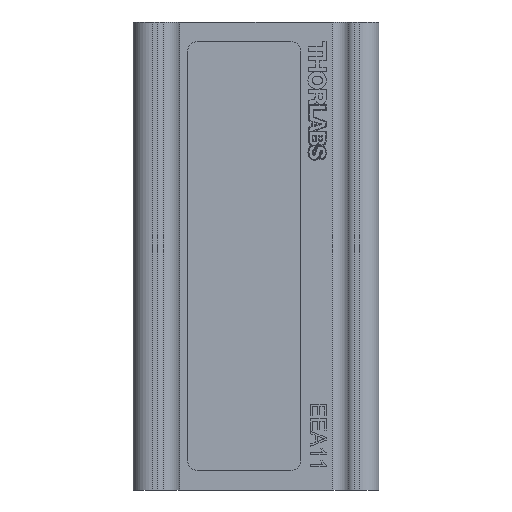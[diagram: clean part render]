
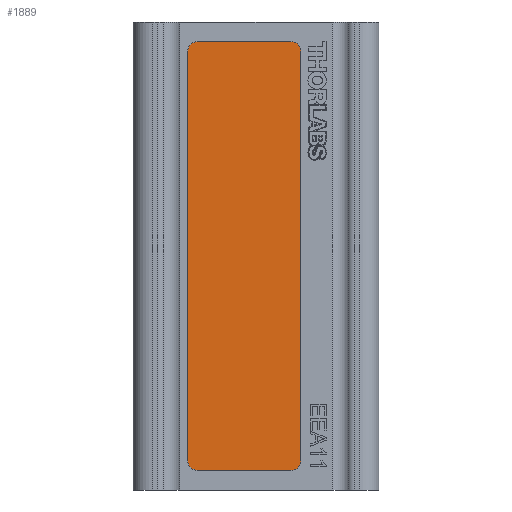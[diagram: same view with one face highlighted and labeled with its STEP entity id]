
A CAD part, left-side view. The second image highlights one B-rep face of the part: STEP entity #1889.
In plain terms, the highlighted planar face has unit normal (-1, 0, 0).
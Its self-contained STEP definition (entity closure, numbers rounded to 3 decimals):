
#1118 = EDGE_CURVE('',#1119,#1121,#1123,.T.);
#1119 = VERTEX_POINT('',#1120);
#1120 = CARTESIAN_POINT('',(-12.192,8.827,3.784));
#1121 = VERTEX_POINT('',#1122);
#1122 = CARTESIAN_POINT('',(-12.192,7.557,2.514));
#1123 = CIRCLE('',#1124,1.27);
#1124 = AXIS2_PLACEMENT_3D('',#1125,#1126,#1127);
#1125 = CARTESIAN_POINT('',(-12.192,7.557,3.784));
#1126 = DIRECTION('',(-1.,0.,0.));
#1127 = DIRECTION('',(0.,0.,1.));
#1129 = EDGE_CURVE('',#1130,#1119,#1132,.T.);
#1130 = VERTEX_POINT('',#1131);
#1131 = CARTESIAN_POINT('',(-12.192,8.827,56.616));
#1132 = LINE('',#1133,#1134);
#1133 = CARTESIAN_POINT('',(-12.192,8.827,56.616));
#1134 = VECTOR('',#1135,1.);
#1135 = DIRECTION('',(0.,0.,-1.));
#1137 = EDGE_CURVE('',#1138,#1130,#1140,.T.);
#1138 = VERTEX_POINT('',#1139);
#1139 = CARTESIAN_POINT('',(-12.192,7.557,57.886));
#1140 = CIRCLE('',#1141,1.27);
#1141 = AXIS2_PLACEMENT_3D('',#1142,#1143,#1144);
#1142 = CARTESIAN_POINT('',(-12.192,7.557,56.616));
#1143 = DIRECTION('',(-1.,0.,0.));
#1144 = DIRECTION('',(0.,0.,1.));
#1146 = EDGE_CURVE('',#1147,#1138,#1149,.T.);
#1147 = VERTEX_POINT('',#1148);
#1148 = CARTESIAN_POINT('',(-12.192,-4.509,57.886));
#1149 = LINE('',#1150,#1151);
#1150 = CARTESIAN_POINT('',(-12.192,-4.509,57.886));
#1151 = VECTOR('',#1152,1.);
#1152 = DIRECTION('',(0.,1.,0.));
#1154 = EDGE_CURVE('',#1155,#1147,#1157,.T.);
#1155 = VERTEX_POINT('',#1156);
#1156 = CARTESIAN_POINT('',(-12.192,-5.779,56.616));
#1157 = CIRCLE('',#1158,1.27);
#1158 = AXIS2_PLACEMENT_3D('',#1159,#1160,#1161);
#1159 = CARTESIAN_POINT('',(-12.192,-4.509,56.616));
#1160 = DIRECTION('',(-1.,0.,0.));
#1161 = DIRECTION('',(0.,0.,1.));
#1163 = EDGE_CURVE('',#1164,#1155,#1166,.T.);
#1164 = VERTEX_POINT('',#1165);
#1165 = CARTESIAN_POINT('',(-12.192,-5.779,3.784));
#1166 = LINE('',#1167,#1168);
#1167 = CARTESIAN_POINT('',(-12.192,-5.779,56.616));
#1168 = VECTOR('',#1169,1.);
#1169 = DIRECTION('',(0.,0.,1.));
#1171 = EDGE_CURVE('',#1172,#1164,#1174,.T.);
#1172 = VERTEX_POINT('',#1173);
#1173 = CARTESIAN_POINT('',(-12.192,-4.509,2.514));
#1174 = CIRCLE('',#1175,1.27);
#1175 = AXIS2_PLACEMENT_3D('',#1176,#1177,#1178);
#1176 = CARTESIAN_POINT('',(-12.192,-4.509,3.784));
#1177 = DIRECTION('',(-1.,0.,0.));
#1178 = DIRECTION('',(0.,0.,1.));
#1180 = EDGE_CURVE('',#1121,#1172,#1181,.T.);
#1181 = LINE('',#1182,#1183);
#1182 = CARTESIAN_POINT('',(-12.192,-4.509,2.514));
#1183 = VECTOR('',#1184,1.);
#1184 = DIRECTION('',(0.,-1.,0.));
#1889 = ADVANCED_FACE('',(#1890),#1900,.T.);
#1890 = FACE_BOUND('',#1891,.T.);
#1891 = EDGE_LOOP('',(#1892,#1893,#1894,#1895,#1896,#1897,#1898,#1899));
#1892 = ORIENTED_EDGE('',*,*,#1129,.T.);
#1893 = ORIENTED_EDGE('',*,*,#1118,.T.);
#1894 = ORIENTED_EDGE('',*,*,#1180,.T.);
#1895 = ORIENTED_EDGE('',*,*,#1171,.T.);
#1896 = ORIENTED_EDGE('',*,*,#1163,.T.);
#1897 = ORIENTED_EDGE('',*,*,#1154,.T.);
#1898 = ORIENTED_EDGE('',*,*,#1146,.T.);
#1899 = ORIENTED_EDGE('',*,*,#1137,.T.);
#1900 = PLANE('',#1901);
#1901 = AXIS2_PLACEMENT_3D('',#1902,#1903,#1904);
#1902 = CARTESIAN_POINT('',(-12.192,-6.604,47.091));
#1903 = DIRECTION('',(-1.,0.,0.));
#1904 = DIRECTION('',(0.,0.,1.));
